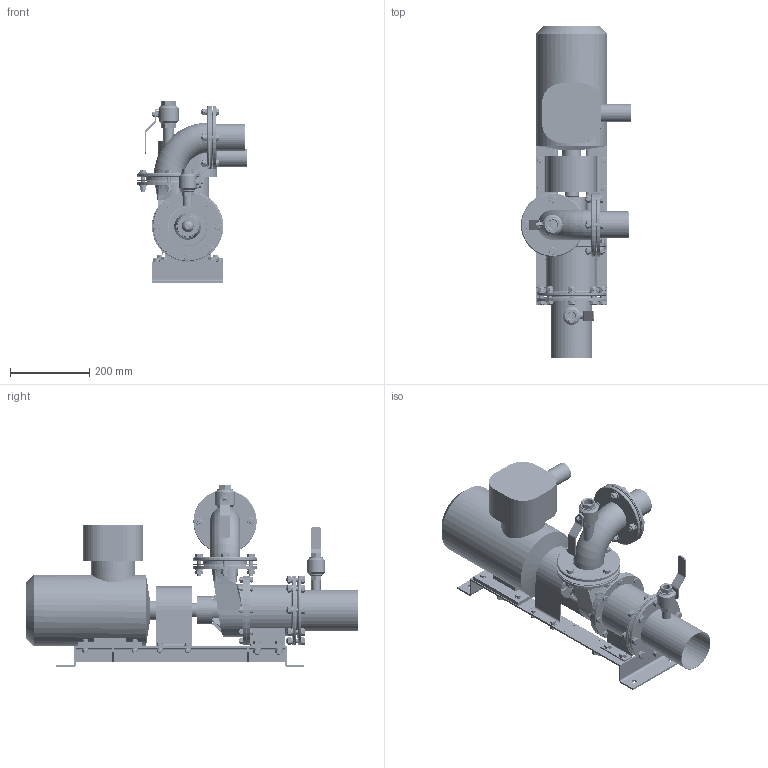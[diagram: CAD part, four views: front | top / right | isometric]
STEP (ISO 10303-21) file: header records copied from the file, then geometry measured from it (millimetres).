
FILE_DESCRIPTION (( 'STEP AP203' ), '1' );
FILE_NAME ('5ﾍ.31.00.00 ﾓﾎﾄﾍ 120-100-65-ﾊ-ﾂ-3-ﾌ.STEP', '2020-01-10T08:26:49', ( '' ), ( '' ), 'SwSTEP 2.0', 'SolidWorks 2019', '' );
FILE_SCHEMA (( 'CONFIG_CONTROL_DESIGN' ));
Products named in the file (1): 5ﾍ.31.00.00 ﾓﾎﾄﾍ 120-100-65-ﾊ-ﾂ-3-ﾌ
Bounding box: 278 x 837.84 x 461.5 mm (x, y, z)
Volume: 13972129.6 mm3; surface area: 1998153.9 mm2
Topology: 227 solids, 231 shells, 3972 faces, 9507 edges, 5992 vertices
Faces by surface type: plane 1655, cylinder 1217, cone 759, torus 257, sphere 62, bspline 22
Full cylindrical faces by diameter (mm): 9 x2
Entity records: 159614 total; most frequent: CARTESIAN_POINT 68185, DIRECTION 19180, ORIENTED_EDGE 18634, EDGE_CURVE 9317, AXIS2_PLACEMENT_3D 7631, VERTEX_POINT 5871, EDGE_LOOP 4598, ADVANCED_FACE 3972
